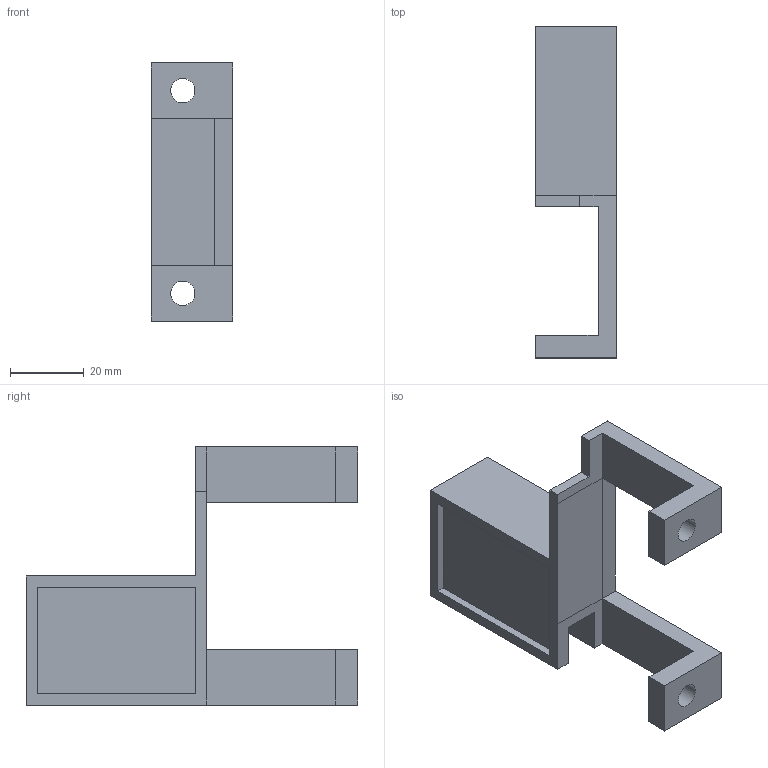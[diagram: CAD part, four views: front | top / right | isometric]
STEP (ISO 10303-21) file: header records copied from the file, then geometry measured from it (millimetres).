
FILE_DESCRIPTION(('FreeCAD Model'),'2;1');
FILE_NAME('LimitSwitchHolder_x-plus.step','2019-02-05T13:01:17',('Author'), (''),'Open CASCADE STEP processor 7.3','FreeCAD','Unknown');
FILE_SCHEMA(('AUTOMOTIVE_DESIGN { 1 0 10303 214 1 1 1 1 }'));
Length unit declared in the file: millimetre
Products named in the file (1): Boolean007
Bounding box: 22 x 90 x 70 mm (x, y, z)
Volume: 40033.5 mm3; surface area: 14632 mm2
Topology: 1 solids, 1 shells, 34 faces, 89 edges, 58 vertices
Faces by surface type: plane 32, cylinder 2
Full cylindrical faces by diameter (mm): 6.6 x2
Entity records: 2215 total; most frequent: CARTESIAN_POINT 392, DIRECTION 329, LINE 251, VECTOR 251, ORIENTED_EDGE 178, PCURVE 178, DEFINITIONAL_REPRESENTATION 178, EDGE_CURVE 89
